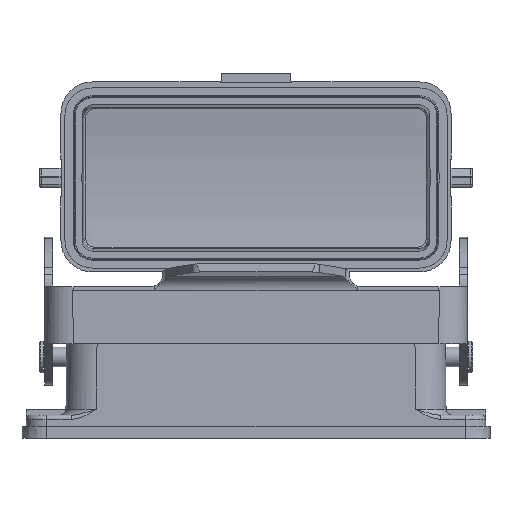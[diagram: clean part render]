
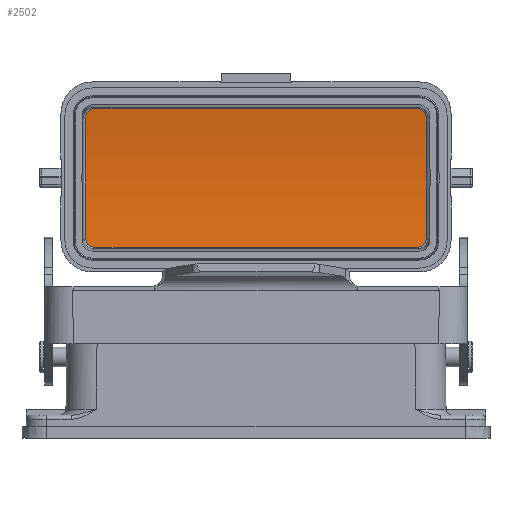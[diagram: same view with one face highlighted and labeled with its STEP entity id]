
A CAD part, left-side view. The second image highlights one B-rep face of the part: STEP entity #2502.
In plain terms, the highlighted cylindrical face has radius 117.991 mm (diameter 235.983 mm), a partial arc.
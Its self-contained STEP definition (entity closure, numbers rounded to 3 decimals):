
#413=CYLINDRICAL_SURFACE('',#19243,117.991);
#807=CIRCLE('',#19239,117.991);
#808=CIRCLE('',#19240,117.991);
#809=CIRCLE('',#19241,117.991);
#810=CIRCLE('',#19242,117.991);
#1525=FACE_OUTER_BOUND('',#7018,.T.);
#2502=ADVANCED_FACE('',(#1525),#413,.F.);
#4180=LINE('',#31925,#5603);
#4181=LINE('',#31965,#5604);
#5603=VECTOR('',#22240,1.);
#5604=VECTOR('',#22247,1.);
#7018=EDGE_LOOP('',(#11195,#11196,#11197,#11198,#11199,#11200,#11201,#11202,
#11203,#11204));
#7954=B_SPLINE_CURVE_WITH_KNOTS('',3,(#31927,#31928,#31929,#31930,#31931,
#31932,#31933,#31934,#31935,#31936,#31937,#31938,#31939,#31940,#31941,#31942,
#31943,#31944,#31945,#31946,#31947,#31948),.UNSPECIFIED.,.F.,.F.,(4,2,2,
2,2,2,2,2,2,2,4),(0.,0.062,0.125,0.25,
0.5,0.562,0.625,0.75,
0.812,0.875,1.),.UNSPECIFIED.);
#7955=B_SPLINE_CURVE_WITH_KNOTS('',3,(#31954,#31955,#31956,#31957,#31958,
#31959,#31960,#31961,#31962,#31963),.UNSPECIFIED.,.F.,.F.,(4,2,2,2,4),(0.,
0.125,0.25,0.5,1.),.UNSPECIFIED.);
#7956=B_SPLINE_CURVE_WITH_KNOTS('',3,(#31967,#31968,#31969,#31970,#31971,
#31972,#31973,#31974,#31975,#31976,#31977,#31978,#31979,#31980,#31981,#31982,
#31983,#31984,#31985,#31986,#31987,#31988),.UNSPECIFIED.,.F.,.F.,(4,2,2,
2,2,2,2,2,2,2,4),(0.,0.063,0.125,0.25,
0.5,0.563,0.625,0.75,
0.813,0.875,1.),.UNSPECIFIED.);
#7957=B_SPLINE_CURVE_WITH_KNOTS('',3,(#31994,#31995,#31996,#31997,#31998,
#31999,#32000,#32001,#32002,#32003),.UNSPECIFIED.,.F.,.F.,(4,2,2,2,4),(0.,
0.125,0.25,0.5,1.),.UNSPECIFIED.);
#11195=ORIENTED_EDGE('',*,*,#17046,.T.);
#11196=ORIENTED_EDGE('',*,*,#17047,.F.);
#11197=ORIENTED_EDGE('',*,*,#17048,.T.);
#11198=ORIENTED_EDGE('',*,*,#17049,.T.);
#11199=ORIENTED_EDGE('',*,*,#17050,.F.);
#11200=ORIENTED_EDGE('',*,*,#17051,.T.);
#11201=ORIENTED_EDGE('',*,*,#17052,.F.);
#11202=ORIENTED_EDGE('',*,*,#17053,.T.);
#11203=ORIENTED_EDGE('',*,*,#17054,.T.);
#11204=ORIENTED_EDGE('',*,*,#17055,.F.);
#14758=VERTEX_POINT('',#31919);
#14759=VERTEX_POINT('',#31924);
#14760=VERTEX_POINT('',#31949);
#14761=VERTEX_POINT('',#31951);
#14762=VERTEX_POINT('',#31953);
#14763=VERTEX_POINT('',#31964);
#14764=VERTEX_POINT('',#31966);
#14765=VERTEX_POINT('',#31989);
#14766=VERTEX_POINT('',#31991);
#14767=VERTEX_POINT('',#31993);
#17046=EDGE_CURVE('',#14758,#14759,#4180,.T.);
#17047=EDGE_CURVE('',#14760,#14759,#7954,.T.);
#17048=EDGE_CURVE('',#14760,#14761,#807,.T.);
#17049=EDGE_CURVE('',#14761,#14762,#808,.T.);
#17050=EDGE_CURVE('',#14763,#14762,#7955,.T.);
#17051=EDGE_CURVE('',#14763,#14764,#4181,.T.);
#17052=EDGE_CURVE('',#14765,#14764,#7956,.T.);
#17053=EDGE_CURVE('',#14765,#14766,#809,.T.);
#17054=EDGE_CURVE('',#14766,#14767,#810,.T.);
#17055=EDGE_CURVE('',#14758,#14767,#7957,.T.);
#19239=AXIS2_PLACEMENT_3D('',#31950,#22243,#22244);
#19240=AXIS2_PLACEMENT_3D('',#31952,#22245,#22246);
#19241=AXIS2_PLACEMENT_3D('',#31990,#22248,#22249);
#19242=AXIS2_PLACEMENT_3D('',#31992,#22250,#22251);
#19243=AXIS2_PLACEMENT_3D('',#32004,#22252,#22253);
#22240=DIRECTION('',(0.,1.,0.));
#22243=DIRECTION('',(0.,1.,0.));
#22244=DIRECTION('',(0.992,0.,0.127));
#22245=DIRECTION('',(0.,1.,0.));
#22246=DIRECTION('',(1.,0.,0.));
#22247=DIRECTION('',(0.,-1.,0.));
#22248=DIRECTION('',(0.,-1.,0.));
#22249=DIRECTION('',(0.992,0.,-0.127));
#22250=DIRECTION('',(0.,-1.,0.));
#22251=DIRECTION('',(1.,0.,0.));
#22252=DIRECTION('',(0.,1.,0.));
#22253=DIRECTION('',(1.,0.,0.));
#31919=CARTESIAN_POINT('',(44.578,-39.845,79.525));
#31924=CARTESIAN_POINT('',(44.578,39.842,79.525));
#31925=CARTESIAN_POINT('',(44.578,-39.845,79.525));
#31927=CARTESIAN_POINT('',(44.853,41.83,77.513));
#31928=CARTESIAN_POINT('',(44.843,41.829,77.589));
#31929=CARTESIAN_POINT('',(44.834,41.825,77.659));
#31930=CARTESIAN_POINT('',(44.818,41.811,77.785));
#31931=CARTESIAN_POINT('',(44.815,41.808,77.809));
#31932=CARTESIAN_POINT('',(44.782,41.759,78.059));
#31933=CARTESIAN_POINT('',(44.769,41.726,78.155));
#31934=CARTESIAN_POINT('',(44.722,41.586,78.503));
#31935=CARTESIAN_POINT('',(44.692,41.459,78.723));
#31936=CARTESIAN_POINT('',(44.654,41.188,78.997));
#31937=CARTESIAN_POINT('',(44.647,41.134,79.044));
#31938=CARTESIAN_POINT('',(44.636,41.032,79.125));
#31939=CARTESIAN_POINT('',(44.627,40.947,79.183));
#31940=CARTESIAN_POINT('',(44.625,40.921,79.201));
#31941=CARTESIAN_POINT('',(44.603,40.637,79.351));
#31942=CARTESIAN_POINT('',(44.598,40.549,79.387));
#31943=CARTESIAN_POINT('',(44.596,40.503,79.405));
#31944=CARTESIAN_POINT('',(44.59,40.379,79.446));
#31945=CARTESIAN_POINT('',(44.585,40.264,79.477));
#31946=CARTESIAN_POINT('',(44.58,40.075,79.515));
#31947=CARTESIAN_POINT('',(44.578,39.954,79.526));
#31948=CARTESIAN_POINT('',(44.578,39.842,79.525));
#31949=CARTESIAN_POINT('',(44.853,41.83,77.513));
#31950=CARTESIAN_POINT('',(-72.185,41.83,62.546));
#31951=CARTESIAN_POINT('',(45.806,41.83,62.546));
#31952=CARTESIAN_POINT('',(-72.185,41.83,62.546));
#31953=CARTESIAN_POINT('',(44.85,41.83,47.557));
#31954=CARTESIAN_POINT('',(44.575,39.842,45.546));
#31955=CARTESIAN_POINT('',(44.575,40.044,45.546));
#31956=CARTESIAN_POINT('',(44.579,40.174,45.574));
#31957=CARTESIAN_POINT('',(44.583,40.296,45.6));
#31958=CARTESIAN_POINT('',(44.593,40.526,45.67));
#31959=CARTESIAN_POINT('',(44.61,40.801,45.789));
#31960=CARTESIAN_POINT('',(44.632,41.05,45.937));
#31961=CARTESIAN_POINT('',(44.709,41.604,46.487));
#31962=CARTESIAN_POINT('',(44.783,41.832,47.034));
#31963=CARTESIAN_POINT('',(44.85,41.83,47.557));
#31964=CARTESIAN_POINT('',(44.575,39.842,45.546));
#31965=CARTESIAN_POINT('',(44.575,39.842,45.546));
#31966=CARTESIAN_POINT('',(44.575,-39.845,45.546));
#31967=CARTESIAN_POINT('',(44.85,-41.833,47.557));
#31968=CARTESIAN_POINT('',(44.841,-41.832,47.482));
#31969=CARTESIAN_POINT('',(44.832,-41.828,47.412));
#31970=CARTESIAN_POINT('',(44.815,-41.814,47.286));
#31971=CARTESIAN_POINT('',(44.812,-41.811,47.262));
#31972=CARTESIAN_POINT('',(44.779,-41.762,47.012));
#31973=CARTESIAN_POINT('',(44.766,-41.729,46.916));
#31974=CARTESIAN_POINT('',(44.719,-41.589,46.567));
#31975=CARTESIAN_POINT('',(44.689,-41.462,46.348));
#31976=CARTESIAN_POINT('',(44.651,-41.191,46.074));
#31977=CARTESIAN_POINT('',(44.644,-41.137,46.027));
#31978=CARTESIAN_POINT('',(44.633,-41.035,45.945));
#31979=CARTESIAN_POINT('',(44.624,-40.95,45.887));
#31980=CARTESIAN_POINT('',(44.622,-40.924,45.87));
#31981=CARTESIAN_POINT('',(44.6,-40.64,45.72));
#31982=CARTESIAN_POINT('',(44.595,-40.552,45.684));
#31983=CARTESIAN_POINT('',(44.593,-40.506,45.666));
#31984=CARTESIAN_POINT('',(44.587,-40.382,45.624));
#31985=CARTESIAN_POINT('',(44.582,-40.267,45.594));
#31986=CARTESIAN_POINT('',(44.577,-40.078,45.555));
#31987=CARTESIAN_POINT('',(44.575,-39.957,45.545));
#31988=CARTESIAN_POINT('',(44.575,-39.845,45.546));
#31989=CARTESIAN_POINT('',(44.85,-41.833,47.557));
#31990=CARTESIAN_POINT('',(-72.185,-41.833,62.546));
#31991=CARTESIAN_POINT('',(45.806,-41.833,62.546));
#31992=CARTESIAN_POINT('',(-72.185,-41.833,62.546));
#31993=CARTESIAN_POINT('',(44.853,-41.833,77.513));
#31994=CARTESIAN_POINT('',(44.578,-39.845,79.525));
#31995=CARTESIAN_POINT('',(44.578,-40.047,79.525));
#31996=CARTESIAN_POINT('',(44.582,-40.178,79.496));
#31997=CARTESIAN_POINT('',(44.586,-40.299,79.47));
#31998=CARTESIAN_POINT('',(44.596,-40.529,79.4));
#31999=CARTESIAN_POINT('',(44.613,-40.804,79.282));
#32000=CARTESIAN_POINT('',(44.635,-41.053,79.133));
#32001=CARTESIAN_POINT('',(44.712,-41.607,78.583));
#32002=CARTESIAN_POINT('',(44.786,-41.835,78.037));
#32003=CARTESIAN_POINT('',(44.853,-41.833,77.513));
#32004=CARTESIAN_POINT('',(-72.185,-14.,62.546));
